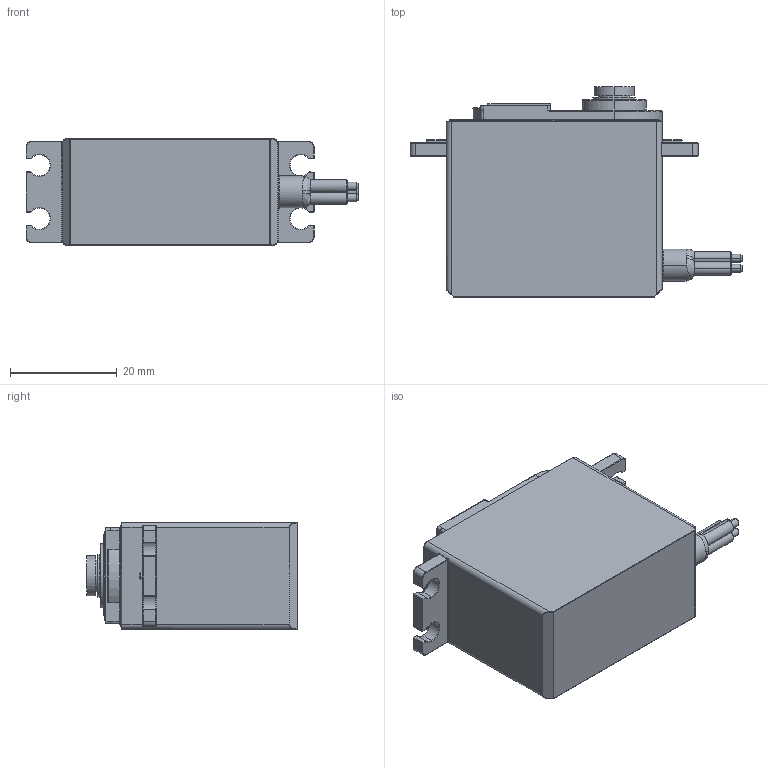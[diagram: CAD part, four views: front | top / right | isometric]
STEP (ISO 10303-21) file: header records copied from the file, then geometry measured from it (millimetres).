
FILE_DESCRIPTION (( 'STEP AP203' ), '1' );
FILE_NAME ('Hitec HS-475HB_Default_sldprt.STEP', '2020-11-03T16:31:55', ( '' ), ( '' ), 'SwSTEP 2.0', 'SolidWorks 2020', '' );
FILE_SCHEMA (( 'CONFIG_CONTROL_DESIGN' ));
Length unit declared in the file: millimetre
Products named in the file (1): Hitec HS-475HB_Default_sldprt
Bounding box: 62.25 x 39.5 x 20 mm (x, y, z)
Volume: 29267.1 mm3; surface area: 6983.7 mm2
Topology: 9 solids, 9 shells, 677 faces, 1644 edges, 965 vertices
Faces by surface type: plane 262, cylinder 177, bspline 94, torus 88, sphere 44, cone 12
Entity records: 23728 total; most frequent: CARTESIAN_POINT 8465, ORIENTED_EDGE 3196, DIRECTION 3088, EDGE_CURVE 1598, AXIS2_PLACEMENT_3D 1102, VERTEX_POINT 965, LINE 884, VECTOR 884
